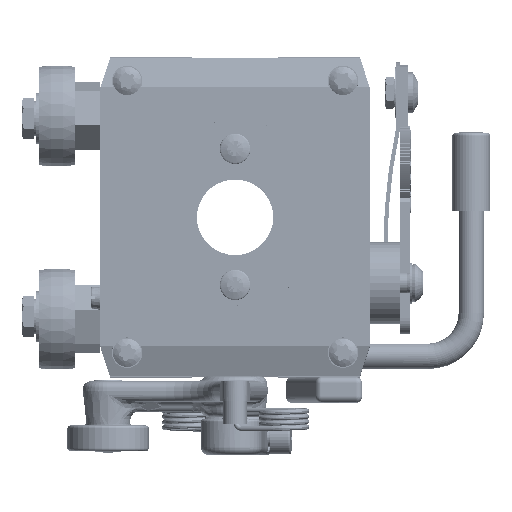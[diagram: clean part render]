
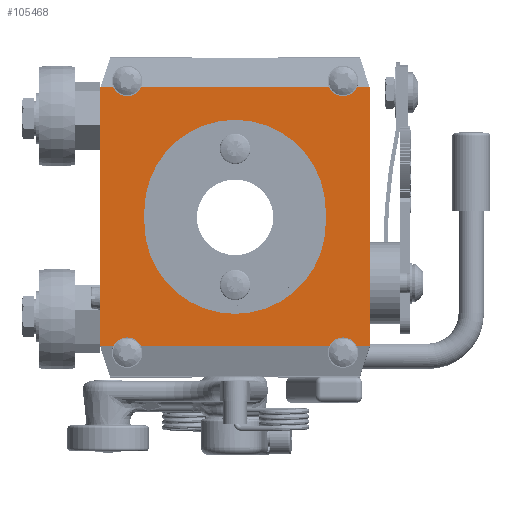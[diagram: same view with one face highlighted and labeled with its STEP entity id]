
A CAD part, top view. The second image highlights one B-rep face of the part: STEP entity #105468.
In plain terms, the highlighted planar face has unit normal (0, 0, 1).
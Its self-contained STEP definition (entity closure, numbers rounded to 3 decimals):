
#334 = AXIS2_PLACEMENT_3D ( 'NONE', #176560, #103016, #100089 ) ;
#2261 = DIRECTION ( 'NONE',  ( 0., 0., 1. ) ) ;
#3908 = EDGE_CURVE ( 'NONE', #131619, #75077, #116648, .T. ) ;
#3937 = VECTOR ( 'NONE', #10030, 1000. ) ;
#6686 = VERTEX_POINT ( 'NONE', #19545 ) ;
#8095 = VERTEX_POINT ( 'NONE', #83298 ) ;
#8439 = AXIS2_PLACEMENT_3D ( 'NONE', #196228, #28180, #29196 ) ;
#9048 = LINE ( 'NONE', #24907, #3937 ) ;
#10030 = DIRECTION ( 'NONE',  ( -1., 0., 0. ) ) ;
#10230 = VERTEX_POINT ( 'NONE', #189530 ) ;
#12426 = LINE ( 'NONE', #102858, #106698 ) ;
#13696 = CARTESIAN_POINT ( 'NONE',  ( -26.5, -25.5, 58. ) ) ;
#15551 = LINE ( 'NONE', #34365, #178983 ) ;
#15837 = ORIENTED_EDGE ( 'NONE', *, *, #116451, .T. ) ;
#19545 = CARTESIAN_POINT ( 'NONE',  ( -18.523, 25.5, 58. ) ) ;
#20158 = CARTESIAN_POINT ( 'NONE',  ( -26.5, 25.5, 58. ) ) ;
#20705 = CARTESIAN_POINT ( 'NONE',  ( 26.5, -25.5, 58. ) ) ;
#21569 = VERTEX_POINT ( 'NONE', #67571 ) ;
#24650 = EDGE_CURVE ( 'NONE', #59387, #8095, #179281, .T. ) ;
#24753 = VERTEX_POINT ( 'NONE', #72785 ) ;
#24907 = CARTESIAN_POINT ( 'NONE',  ( -26.5, -25.5, 58. ) ) ;
#25185 = VECTOR ( 'NONE', #51462, 1000. ) ;
#27505 = LINE ( 'NONE', #28473, #95270 ) ;
#27652 = AXIS2_PLACEMENT_3D ( 'NONE', #147019, #56625, #105259 ) ;
#28180 = DIRECTION ( 'NONE',  ( 0., 0., 1. ) ) ;
#28391 = DIRECTION ( 'NONE',  ( 1., 0., 0. ) ) ;
#28473 = CARTESIAN_POINT ( 'NONE',  ( -26.5, -25.5, 58. ) ) ;
#29196 = DIRECTION ( 'NONE',  ( 1., 0., 0. ) ) ;
#29985 = DIRECTION ( 'NONE',  ( 1., 0., 0. ) ) ;
#32471 = CARTESIAN_POINT ( 'NONE',  ( 21.25, -26.75, 58. ) ) ;
#33705 = CIRCLE ( 'NONE', #151189, 3. ) ;
#34365 = CARTESIAN_POINT ( 'NONE',  ( -26.5, -25.5, 58. ) ) ;
#38338 = VECTOR ( 'NONE', #54241, 1000. ) ;
#40224 = AXIS2_PLACEMENT_3D ( 'NONE', #164560, #116966, #28391 ) ;
#46444 = DIRECTION ( 'NONE',  ( 1., 0., 0. ) ) ;
#49986 = VERTEX_POINT ( 'NONE', #193436 ) ;
#50784 = LINE ( 'NONE', #126291, #170516 ) ;
#51436 = EDGE_CURVE ( 'NONE', #49986, #54291, #168340, .T. ) ;
#51462 = DIRECTION ( 'NONE',  ( 0., 1., 0. ) ) ;
#53034 = AXIS2_PLACEMENT_3D ( 'NONE', #91529, #2261, #29985 ) ;
#53247 = LINE ( 'NONE', #126778, #38338 ) ;
#54241 = DIRECTION ( 'NONE',  ( 0., 1., 0. ) ) ;
#54291 = VERTEX_POINT ( 'NONE', #63214 ) ;
#56625 = DIRECTION ( 'NONE',  ( 0., 0., 1. ) ) ;
#59068 = ORIENTED_EDGE ( 'NONE', *, *, #167217, .F. ) ;
#59387 = VERTEX_POINT ( 'NONE', #97303 ) ;
#62512 = DIRECTION ( 'NONE',  ( 1., 0., 0. ) ) ;
#63214 = CARTESIAN_POINT ( 'NONE',  ( 17.85, -1.25, 58. ) ) ;
#63287 = DIRECTION ( 'NONE',  ( 0., 0., 1. ) ) ;
#63366 = LINE ( 'NONE', #196638, #165905 ) ;
#65826 = DIRECTION ( 'NONE',  ( 1., 0., 0. ) ) ;
#67571 = CARTESIAN_POINT ( 'NONE',  ( 23.977, 25.5, 58. ) ) ;
#68096 = ORIENTED_EDGE ( 'NONE', *, *, #78046, .F. ) ;
#71881 = CIRCLE ( 'NONE', #40224, 17.85 ) ;
#72785 = CARTESIAN_POINT ( 'NONE',  ( 26.5, 25.5, 58. ) ) ;
#74384 = EDGE_CURVE ( 'NONE', #8095, #131619, #9048, .T. ) ;
#75077 = VERTEX_POINT ( 'NONE', #167160 ) ;
#75163 = ORIENTED_EDGE ( 'NONE', *, *, #99225, .T. ) ;
#77060 = CARTESIAN_POINT ( 'NONE',  ( -18.523, -25.5, 58. ) ) ;
#77384 = EDGE_LOOP ( 'NONE', ( #109708, #79212, #75163, #78528, #95743, #161105, #68096, #167269, #126992, #15837, #182342, #95977 ) ) ;
#78046 = EDGE_CURVE ( 'NONE', #82109, #6686, #135392, .T. ) ;
#78528 = ORIENTED_EDGE ( 'NONE', *, *, #105692, .F. ) ;
#79212 = ORIENTED_EDGE ( 'NONE', *, *, #95274, .F. ) ;
#82109 = VERTEX_POINT ( 'NONE', #162233 ) ;
#83298 = CARTESIAN_POINT ( 'NONE',  ( 18.523, -25.5, 58. ) ) ;
#86416 = VERTEX_POINT ( 'NONE', #127192 ) ;
#89574 = ORIENTED_EDGE ( 'NONE', *, *, #129051, .F. ) ;
#91529 = CARTESIAN_POINT ( 'NONE',  ( -21.25, -26.75, 58. ) ) ;
#95097 = DIRECTION ( 'NONE',  ( 1., 0., 0. ) ) ;
#95270 = VECTOR ( 'NONE', #163665, 1000. ) ;
#95274 = EDGE_CURVE ( 'NONE', #187539, #59387, #15551, .T. ) ;
#95743 = ORIENTED_EDGE ( 'NONE', *, *, #120527, .F. ) ;
#95977 = ORIENTED_EDGE ( 'NONE', *, *, #74384, .F. ) ;
#97303 = CARTESIAN_POINT ( 'NONE',  ( 23.977, -25.5, 58. ) ) ;
#97652 = EDGE_CURVE ( 'NONE', #6686, #157901, #109625, .T. ) ;
#99225 = EDGE_CURVE ( 'NONE', #187539, #24753, #156814, .T. ) ;
#100089 = DIRECTION ( 'NONE',  ( 1., 0., 0. ) ) ;
#102858 = CARTESIAN_POINT ( 'NONE',  ( -17.85, 1.25, 58. ) ) ;
#103016 = DIRECTION ( 'NONE',  ( 0., 0., 1. ) ) ;
#105259 = DIRECTION ( 'NONE',  ( 1., 0., 0. ) ) ;
#105468 = ADVANCED_FACE ( 'NONE', ( #193771, #106272 ), #132153, .T. ) ;
#105692 = EDGE_CURVE ( 'NONE', #21569, #24753, #154880, .T. ) ;
#106272 = FACE_BOUND ( 'NONE', #170164, .T. ) ;
#106698 = VECTOR ( 'NONE', #133667, 1000. ) ;
#107967 = DIRECTION ( 'NONE',  ( -1., 0., 0. ) ) ;
#109625 = LINE ( 'NONE', #20158, #176682 ) ;
#109708 = ORIENTED_EDGE ( 'NONE', *, *, #24650, .F. ) ;
#112406 = DIRECTION ( 'NONE',  ( 0., -1., 0. ) ) ;
#114388 = VERTEX_POINT ( 'NONE', #13696 ) ;
#115332 = ORIENTED_EDGE ( 'NONE', *, *, #180194, .F. ) ;
#116451 = EDGE_CURVE ( 'NONE', #114388, #75077, #27505, .T. ) ;
#116648 = CIRCLE ( 'NONE', #53034, 3. ) ;
#116966 = DIRECTION ( 'NONE',  ( 0., 0., 1. ) ) ;
#117972 = DIRECTION ( 'NONE',  ( 0., 0., 1. ) ) ;
#120527 = EDGE_CURVE ( 'NONE', #157901, #21569, #33705, .T. ) ;
#124679 = CARTESIAN_POINT ( 'NONE',  ( 26.5, -25.5, 58. ) ) ;
#126291 = CARTESIAN_POINT ( 'NONE',  ( -26.5, 25.5, 58. ) ) ;
#126558 = EDGE_CURVE ( 'NONE', #10230, #82109, #63366, .T. ) ;
#126778 = CARTESIAN_POINT ( 'NONE',  ( 17.85, 1.25, 58. ) ) ;
#126992 = ORIENTED_EDGE ( 'NONE', *, *, #138664, .T. ) ;
#127192 = CARTESIAN_POINT ( 'NONE',  ( 17.85, 1.25, 58. ) ) ;
#129051 = EDGE_CURVE ( 'NONE', #195681, #49986, #12426, .T. ) ;
#131619 = VERTEX_POINT ( 'NONE', #77060 ) ;
#132153 = PLANE ( 'NONE',  #27652 ) ;
#133667 = DIRECTION ( 'NONE',  ( 0., -1., 0. ) ) ;
#135392 = CIRCLE ( 'NONE', #8439, 3. ) ;
#138664 = EDGE_CURVE ( 'NONE', #10230, #114388, #50784, .T. ) ;
#147019 = CARTESIAN_POINT ( 'NONE',  ( -26.5, -31.25, 58. ) ) ;
#151189 = AXIS2_PLACEMENT_3D ( 'NONE', #151674, #117972, #178516 ) ;
#151547 = VECTOR ( 'NONE', #62512, 1000. ) ;
#151674 = CARTESIAN_POINT ( 'NONE',  ( 21.25, 26.75, 58. ) ) ;
#152980 = CARTESIAN_POINT ( 'NONE',  ( -17.85, 1.25, 58. ) ) ;
#154880 = LINE ( 'NONE', #169759, #151547 ) ;
#156814 = LINE ( 'NONE', #20705, #25185 ) ;
#157901 = VERTEX_POINT ( 'NONE', #184631 ) ;
#161105 = ORIENTED_EDGE ( 'NONE', *, *, #97652, .F. ) ;
#162233 = CARTESIAN_POINT ( 'NONE',  ( -23.977, 25.5, 58. ) ) ;
#163665 = DIRECTION ( 'NONE',  ( 1., 0., 0. ) ) ;
#164560 = CARTESIAN_POINT ( 'NONE',  ( 0., 1.25, 58. ) ) ;
#165905 = VECTOR ( 'NONE', #95097, 1000. ) ;
#167160 = CARTESIAN_POINT ( 'NONE',  ( -23.977, -25.5, 58. ) ) ;
#167217 = EDGE_CURVE ( 'NONE', #86416, #195681, #71881, .T. ) ;
#167269 = ORIENTED_EDGE ( 'NONE', *, *, #126558, .F. ) ;
#168340 = CIRCLE ( 'NONE', #334, 17.85 ) ;
#169759 = CARTESIAN_POINT ( 'NONE',  ( -26.5, 25.5, 58. ) ) ;
#170164 = EDGE_LOOP ( 'NONE', ( #196603, #89574, #59068, #115332 ) ) ;
#170516 = VECTOR ( 'NONE', #112406, 1000. ) ;
#176560 = CARTESIAN_POINT ( 'NONE',  ( 0., -1.25, 58. ) ) ;
#176682 = VECTOR ( 'NONE', #65826, 1000. ) ;
#178516 = DIRECTION ( 'NONE',  ( 1., 0., 0. ) ) ;
#178983 = VECTOR ( 'NONE', #107967, 1000. ) ;
#179281 = CIRCLE ( 'NONE', #185636, 3. ) ;
#180194 = EDGE_CURVE ( 'NONE', #54291, #86416, #53247, .T. ) ;
#182342 = ORIENTED_EDGE ( 'NONE', *, *, #3908, .F. ) ;
#184631 = CARTESIAN_POINT ( 'NONE',  ( 18.523, 25.5, 58. ) ) ;
#185636 = AXIS2_PLACEMENT_3D ( 'NONE', #32471, #63287, #46444 ) ;
#187539 = VERTEX_POINT ( 'NONE', #124679 ) ;
#189530 = CARTESIAN_POINT ( 'NONE',  ( -26.5, 25.5, 58. ) ) ;
#193436 = CARTESIAN_POINT ( 'NONE',  ( -17.85, -1.25, 58. ) ) ;
#193771 = FACE_OUTER_BOUND ( 'NONE', #77384, .T. ) ;
#195681 = VERTEX_POINT ( 'NONE', #152980 ) ;
#196228 = CARTESIAN_POINT ( 'NONE',  ( -21.25, 26.75, 58. ) ) ;
#196603 = ORIENTED_EDGE ( 'NONE', *, *, #51436, .F. ) ;
#196638 = CARTESIAN_POINT ( 'NONE',  ( -26.5, 25.5, 58. ) ) ;
